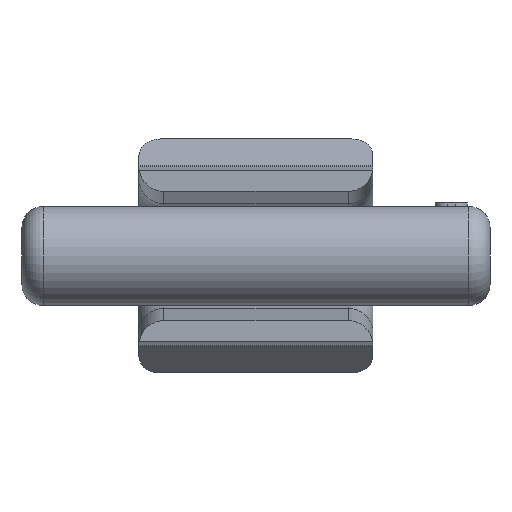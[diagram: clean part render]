
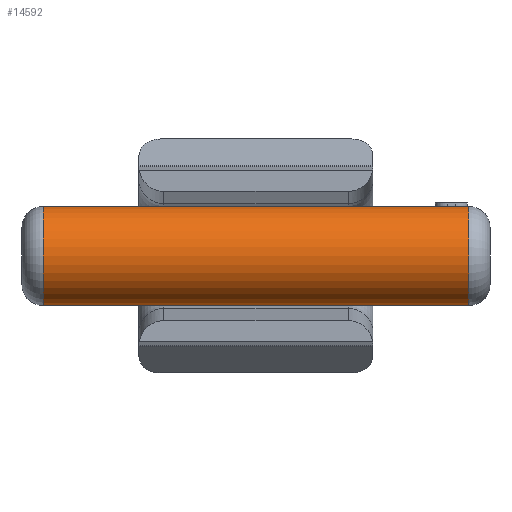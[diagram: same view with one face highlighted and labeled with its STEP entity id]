
A CAD part, front view. The second image highlights one B-rep face of the part: STEP entity #14592.
In plain terms, the highlighted cylindrical face has radius 7 mm (diameter 14 mm), a partial arc.
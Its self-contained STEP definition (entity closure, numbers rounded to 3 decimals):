
#11664=CARTESIAN_POINT('',(30.,-37.25,0.));
#11665=DIRECTION('',(-1.,0.,0.));
#11666=DIRECTION('',(0.,0.,-1.));
#11667=AXIS2_PLACEMENT_3D('',#11664,#11665,#11666);
#11669=DIRECTION('',(1.,0.,0.));
#11670=VECTOR('',#11669,60.);
#11671=CARTESIAN_POINT('',(-30.,-37.25,-7.));
#11672=LINE('',#11671,#11670);
#11673=CARTESIAN_POINT('',(-30.,-37.25,0.));
#11674=DIRECTION('',(-1.,0.,0.));
#11675=DIRECTION('',(0.,0.,-1.));
#11676=AXIS2_PLACEMENT_3D('',#11673,#11674,#11675);
#11678=DIRECTION('',(1.,0.,0.));
#11679=VECTOR('',#11678,60.);
#11680=CARTESIAN_POINT('',(-30.,-37.25,7.));
#11681=LINE('',#11680,#11679);
#12387=CARTESIAN_POINT('',(-30.,-37.25,7.));
#12388=VERTEX_POINT('',#12387);
#12417=CARTESIAN_POINT('',(30.,-37.25,7.));
#12418=VERTEX_POINT('',#12417);
#12447=CARTESIAN_POINT('',(-30.,-37.25,-7.));
#12448=VERTEX_POINT('',#12447);
#12477=CARTESIAN_POINT('',(30.,-37.25,-7.));
#12478=VERTEX_POINT('',#12477);
#14581=CARTESIAN_POINT('',(76.019,-37.25,0.));
#14582=DIRECTION('',(1.,0.,0.));
#14583=DIRECTION('',(0.,0.,1.));
#14584=AXIS2_PLACEMENT_3D('',#14581,#14582,#14583);
#14585=CYLINDRICAL_SURFACE('',#14584,7.);
#14586=ORIENTED_EDGE('',*,*,#14574,.F.);
#14587=ORIENTED_EDGE('',*,*,#13651,.F.);
#14588=ORIENTED_EDGE('',*,*,#14272,.T.);
#14589=ORIENTED_EDGE('',*,*,#12612,.T.);
#14590=EDGE_LOOP('',(#14586,#14587,#14588,#14589));
#14591=FACE_OUTER_BOUND('',#14590,.F.);
#14592=ADVANCED_FACE('',(#14591),#14585,.T.);
#11668=CIRCLE('',#11667,7.);
#11677=CIRCLE('',#11676,7.);
#12612=EDGE_CURVE('',#12388,#12418,#11681,.T.);
#13651=EDGE_CURVE('',#12448,#12478,#11672,.T.);
#14272=EDGE_CURVE('',#12448,#12388,#11677,.T.);
#14574=EDGE_CURVE('',#12478,#12418,#11668,.T.);
